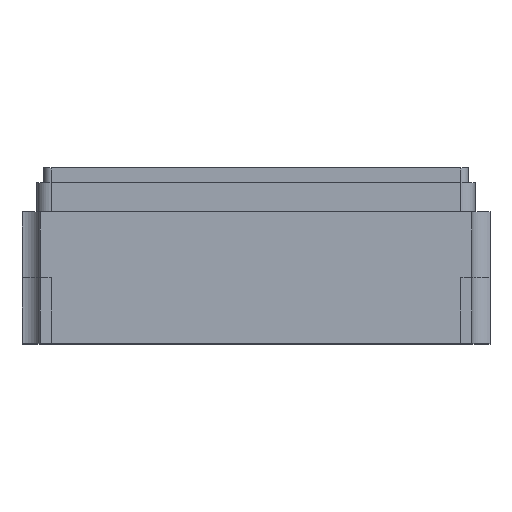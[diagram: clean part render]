
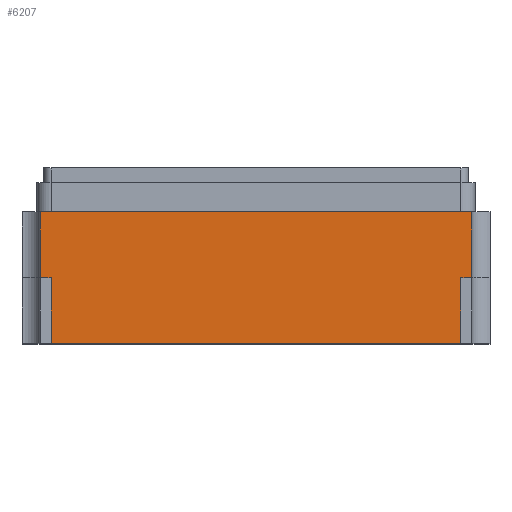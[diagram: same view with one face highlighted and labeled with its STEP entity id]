
A CAD part, top view. The second image highlights one B-rep face of the part: STEP entity #6207.
In plain terms, the highlighted planar face has unit normal (0, 0, 1).
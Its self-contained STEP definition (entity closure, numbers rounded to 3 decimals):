
#4148 = PLANE('',#4149);
#4149 = AXIS2_PLACEMENT_3D('',#4150,#4151,#4152);
#4150 = CARTESIAN_POINT('',(1.6,0.45,1.25));
#4151 = DIRECTION('',(0.,1.,0.));
#4152 = DIRECTION('',(0.,-0.,1.));
#4257 = VERTEX_POINT('',#4258);
#4258 = CARTESIAN_POINT('',(-1.4,0.45,1.25));
#4277 = CYLINDRICAL_SURFACE('',#4278,0.2);
#4278 = AXIS2_PLACEMENT_3D('',#4279,#4280,#4281);
#4279 = CARTESIAN_POINT('',(-1.6,0.45,1.25));
#4280 = DIRECTION('',(-0.,-1.,-0.));
#4281 = DIRECTION('',(0.,0.,-1.));
#4289 = EDGE_CURVE('',#4257,#4290,#4292,.T.);
#4290 = VERTEX_POINT('',#4291);
#4291 = CARTESIAN_POINT('',(-1.475,0.45,1.25));
#4292 = SURFACE_CURVE('',#4293,(#4297,#4304),.PCURVE_S1.);
#4293 = LINE('',#4294,#4295);
#4294 = CARTESIAN_POINT('',(0.,0.45,1.25));
#4295 = VECTOR('',#4296,1.);
#4296 = DIRECTION('',(-1.,0.,-0.));
#4297 = PCURVE('',#4148,#4298);
#4298 = DEFINITIONAL_REPRESENTATION('',(#4299),#4303);
#4299 = LINE('',#4300,#4301);
#4300 = CARTESIAN_POINT('',(0.,-1.6));
#4301 = VECTOR('',#4302,1.);
#4302 = DIRECTION('',(-0.,-1.));
#4303 = ( GEOMETRIC_REPRESENTATION_CONTEXT(2) 
PARAMETRIC_REPRESENTATION_CONTEXT() REPRESENTATION_CONTEXT('2D SPACE',''
  ) );
#4304 = PCURVE('',#4305,#4310);
#4305 = PLANE('',#4306);
#4306 = AXIS2_PLACEMENT_3D('',#4307,#4308,#4309);
#4307 = CARTESIAN_POINT('',(0.,0.9,1.25));
#4308 = DIRECTION('',(0.,0.,-1.));
#4309 = DIRECTION('',(-1.,0.,-0.));
#4310 = DEFINITIONAL_REPRESENTATION('',(#4311),#4315);
#4311 = LINE('',#4312,#4313);
#4312 = CARTESIAN_POINT('',(-0.,-0.45));
#4313 = VECTOR('',#4314,1.);
#4314 = DIRECTION('',(1.,0.));
#4315 = ( GEOMETRIC_REPRESENTATION_CONTEXT(2) 
PARAMETRIC_REPRESENTATION_CONTEXT() REPRESENTATION_CONTEXT('2D SPACE',''
  ) );
#4334 = CYLINDRICAL_SURFACE('',#4335,0.125);
#4335 = AXIS2_PLACEMENT_3D('',#4336,#4337,#4338);
#4336 = CARTESIAN_POINT('',(-1.6,0.9,1.25));
#4337 = DIRECTION('',(-0.,-1.,-0.));
#4338 = DIRECTION('',(0.,0.,-1.));
#4709 = PLANE('',#4710);
#4710 = AXIS2_PLACEMENT_3D('',#4711,#4712,#4713);
#4711 = CARTESIAN_POINT('',(1.6,0.45,1.25));
#4712 = DIRECTION('',(0.,1.,0.));
#4713 = DIRECTION('',(0.,-0.,1.));
#4819 = VERTEX_POINT('',#4820);
#4820 = CARTESIAN_POINT('',(1.475,0.45,1.25));
#4835 = CYLINDRICAL_SURFACE('',#4836,0.125);
#4836 = AXIS2_PLACEMENT_3D('',#4837,#4838,#4839);
#4837 = CARTESIAN_POINT('',(1.6,0.9,1.25));
#4838 = DIRECTION('',(-0.,-1.,-0.));
#4839 = DIRECTION('',(0.,0.,-1.));
#4847 = EDGE_CURVE('',#4819,#4848,#4850,.T.);
#4848 = VERTEX_POINT('',#4849);
#4849 = CARTESIAN_POINT('',(1.4,0.45,1.25));
#4850 = SURFACE_CURVE('',#4851,(#4855,#4862),.PCURVE_S1.);
#4851 = LINE('',#4852,#4853);
#4852 = CARTESIAN_POINT('',(0.,0.45,1.25));
#4853 = VECTOR('',#4854,1.);
#4854 = DIRECTION('',(-1.,0.,-0.));
#4855 = PCURVE('',#4709,#4856);
#4856 = DEFINITIONAL_REPRESENTATION('',(#4857),#4861);
#4857 = LINE('',#4858,#4859);
#4858 = CARTESIAN_POINT('',(0.,-1.6));
#4859 = VECTOR('',#4860,1.);
#4860 = DIRECTION('',(-0.,-1.));
#4861 = ( GEOMETRIC_REPRESENTATION_CONTEXT(2) 
PARAMETRIC_REPRESENTATION_CONTEXT() REPRESENTATION_CONTEXT('2D SPACE',''
  ) );
#4862 = PCURVE('',#4305,#4863);
#4863 = DEFINITIONAL_REPRESENTATION('',(#4864),#4868);
#4864 = LINE('',#4865,#4866);
#4865 = CARTESIAN_POINT('',(-0.,-0.45));
#4866 = VECTOR('',#4867,1.);
#4867 = DIRECTION('',(1.,0.));
#4868 = ( GEOMETRIC_REPRESENTATION_CONTEXT(2) 
PARAMETRIC_REPRESENTATION_CONTEXT() REPRESENTATION_CONTEXT('2D SPACE',''
  ) );
#4887 = CYLINDRICAL_SURFACE('',#4888,0.2);
#4888 = AXIS2_PLACEMENT_3D('',#4889,#4890,#4891);
#4889 = CARTESIAN_POINT('',(1.6,0.45,1.25));
#4890 = DIRECTION('',(-0.,-1.,-0.));
#4891 = DIRECTION('',(0.,0.,-1.));
#5017 = PLANE('',#5018);
#5018 = AXIS2_PLACEMENT_3D('',#5019,#5020,#5021);
#5019 = CARTESIAN_POINT('',(0.,0.,0.));
#5020 = DIRECTION('',(0.,1.,0.));
#5021 = DIRECTION('',(0.,-0.,1.));
#5256 = PLANE('',#5257);
#5257 = AXIS2_PLACEMENT_3D('',#5258,#5259,#5260);
#5258 = CARTESIAN_POINT('',(0.,0.9,0.));
#5259 = DIRECTION('',(0.,1.,0.));
#5260 = DIRECTION('',(0.,-0.,1.));
#5737 = VERTEX_POINT('',#5738);
#5738 = CARTESIAN_POINT('',(-1.475,0.9,1.25));
#5764 = EDGE_CURVE('',#5737,#5765,#5767,.T.);
#5765 = VERTEX_POINT('',#5766);
#5766 = CARTESIAN_POINT('',(1.475,0.9,1.25));
#5767 = SURFACE_CURVE('',#5768,(#5772,#5779),.PCURVE_S1.);
#5768 = LINE('',#5769,#5770);
#5769 = CARTESIAN_POINT('',(0.,0.9,1.25));
#5770 = VECTOR('',#5771,1.);
#5771 = DIRECTION('',(1.,0.,-0.));
#5772 = PCURVE('',#5256,#5773);
#5773 = DEFINITIONAL_REPRESENTATION('',(#5774),#5778);
#5774 = LINE('',#5775,#5776);
#5775 = CARTESIAN_POINT('',(1.25,0.));
#5776 = VECTOR('',#5777,1.);
#5777 = DIRECTION('',(0.,1.));
#5778 = ( GEOMETRIC_REPRESENTATION_CONTEXT(2) 
PARAMETRIC_REPRESENTATION_CONTEXT() REPRESENTATION_CONTEXT('2D SPACE',''
  ) );
#5779 = PCURVE('',#4305,#5780);
#5780 = DEFINITIONAL_REPRESENTATION('',(#5781),#5785);
#5781 = LINE('',#5782,#5783);
#5782 = CARTESIAN_POINT('',(0.,0.));
#5783 = VECTOR('',#5784,1.);
#5784 = DIRECTION('',(-1.,0.));
#5785 = ( GEOMETRIC_REPRESENTATION_CONTEXT(2) 
PARAMETRIC_REPRESENTATION_CONTEXT() REPRESENTATION_CONTEXT('2D SPACE',''
  ) );
#6185 = EDGE_CURVE('',#4819,#5765,#6186,.T.);
#6186 = SURFACE_CURVE('',#6187,(#6191,#6198),.PCURVE_S1.);
#6187 = LINE('',#6188,#6189);
#6188 = CARTESIAN_POINT('',(1.475,0.9,1.25));
#6189 = VECTOR('',#6190,1.);
#6190 = DIRECTION('',(0.,1.,0.));
#6191 = PCURVE('',#4835,#6192);
#6192 = DEFINITIONAL_REPRESENTATION('',(#6193),#6197);
#6193 = LINE('',#6194,#6195);
#6194 = CARTESIAN_POINT('',(4.712,0.));
#6195 = VECTOR('',#6196,1.);
#6196 = DIRECTION('',(0.,-1.));
#6197 = ( GEOMETRIC_REPRESENTATION_CONTEXT(2) 
PARAMETRIC_REPRESENTATION_CONTEXT() REPRESENTATION_CONTEXT('2D SPACE',''
  ) );
#6198 = PCURVE('',#4305,#6199);
#6199 = DEFINITIONAL_REPRESENTATION('',(#6200),#6204);
#6200 = LINE('',#6201,#6202);
#6201 = CARTESIAN_POINT('',(-1.475,0.));
#6202 = VECTOR('',#6203,1.);
#6203 = DIRECTION('',(0.,1.));
#6204 = ( GEOMETRIC_REPRESENTATION_CONTEXT(2) 
PARAMETRIC_REPRESENTATION_CONTEXT() REPRESENTATION_CONTEXT('2D SPACE',''
  ) );
#6207 = ADVANCED_FACE('',(#6208),#4305,.F.);
#6208 = FACE_BOUND('',#6209,.T.);
#6209 = EDGE_LOOP('',(#6210,#6233,#6234,#6235,#6236,#6257,#6258,#6281));
#6210 = ORIENTED_EDGE('',*,*,#6211,.F.);
#6211 = EDGE_CURVE('',#4848,#6212,#6214,.T.);
#6212 = VERTEX_POINT('',#6213);
#6213 = CARTESIAN_POINT('',(1.4,0.,1.25));
#6214 = SURFACE_CURVE('',#6215,(#6219,#6226),.PCURVE_S1.);
#6215 = LINE('',#6216,#6217);
#6216 = CARTESIAN_POINT('',(1.4,0.9,1.25));
#6217 = VECTOR('',#6218,1.);
#6218 = DIRECTION('',(-0.,-1.,-0.));
#6219 = PCURVE('',#4305,#6220);
#6220 = DEFINITIONAL_REPRESENTATION('',(#6221),#6225);
#6221 = LINE('',#6222,#6223);
#6222 = CARTESIAN_POINT('',(-1.4,0.));
#6223 = VECTOR('',#6224,1.);
#6224 = DIRECTION('',(0.,-1.));
#6225 = ( GEOMETRIC_REPRESENTATION_CONTEXT(2) 
PARAMETRIC_REPRESENTATION_CONTEXT() REPRESENTATION_CONTEXT('2D SPACE',''
  ) );
#6226 = PCURVE('',#4887,#6227);
#6227 = DEFINITIONAL_REPRESENTATION('',(#6228),#6232);
#6228 = LINE('',#6229,#6230);
#6229 = CARTESIAN_POINT('',(4.712,-0.45));
#6230 = VECTOR('',#6231,1.);
#6231 = DIRECTION('',(0.,1.));
#6232 = ( GEOMETRIC_REPRESENTATION_CONTEXT(2) 
PARAMETRIC_REPRESENTATION_CONTEXT() REPRESENTATION_CONTEXT('2D SPACE',''
  ) );
#6233 = ORIENTED_EDGE('',*,*,#4847,.F.);
#6234 = ORIENTED_EDGE('',*,*,#6185,.T.);
#6235 = ORIENTED_EDGE('',*,*,#5764,.F.);
#6236 = ORIENTED_EDGE('',*,*,#6237,.F.);
#6237 = EDGE_CURVE('',#4290,#5737,#6238,.T.);
#6238 = SURFACE_CURVE('',#6239,(#6243,#6250),.PCURVE_S1.);
#6239 = LINE('',#6240,#6241);
#6240 = CARTESIAN_POINT('',(-1.475,0.9,1.25));
#6241 = VECTOR('',#6242,1.);
#6242 = DIRECTION('',(0.,1.,0.));
#6243 = PCURVE('',#4305,#6244);
#6244 = DEFINITIONAL_REPRESENTATION('',(#6245),#6249);
#6245 = LINE('',#6246,#6247);
#6246 = CARTESIAN_POINT('',(1.475,0.));
#6247 = VECTOR('',#6248,1.);
#6248 = DIRECTION('',(0.,1.));
#6249 = ( GEOMETRIC_REPRESENTATION_CONTEXT(2) 
PARAMETRIC_REPRESENTATION_CONTEXT() REPRESENTATION_CONTEXT('2D SPACE',''
  ) );
#6250 = PCURVE('',#4334,#6251);
#6251 = DEFINITIONAL_REPRESENTATION('',(#6252),#6256);
#6252 = LINE('',#6253,#6254);
#6253 = CARTESIAN_POINT('',(1.571,0.));
#6254 = VECTOR('',#6255,1.);
#6255 = DIRECTION('',(0.,-1.));
#6256 = ( GEOMETRIC_REPRESENTATION_CONTEXT(2) 
PARAMETRIC_REPRESENTATION_CONTEXT() REPRESENTATION_CONTEXT('2D SPACE',''
  ) );
#6257 = ORIENTED_EDGE('',*,*,#4289,.F.);
#6258 = ORIENTED_EDGE('',*,*,#6259,.F.);
#6259 = EDGE_CURVE('',#6260,#4257,#6262,.T.);
#6260 = VERTEX_POINT('',#6261);
#6261 = CARTESIAN_POINT('',(-1.4,0.,1.25));
#6262 = SURFACE_CURVE('',#6263,(#6267,#6274),.PCURVE_S1.);
#6263 = LINE('',#6264,#6265);
#6264 = CARTESIAN_POINT('',(-1.4,0.9,1.25));
#6265 = VECTOR('',#6266,1.);
#6266 = DIRECTION('',(0.,1.,0.));
#6267 = PCURVE('',#4305,#6268);
#6268 = DEFINITIONAL_REPRESENTATION('',(#6269),#6273);
#6269 = LINE('',#6270,#6271);
#6270 = CARTESIAN_POINT('',(1.4,0.));
#6271 = VECTOR('',#6272,1.);
#6272 = DIRECTION('',(0.,1.));
#6273 = ( GEOMETRIC_REPRESENTATION_CONTEXT(2) 
PARAMETRIC_REPRESENTATION_CONTEXT() REPRESENTATION_CONTEXT('2D SPACE',''
  ) );
#6274 = PCURVE('',#4277,#6275);
#6275 = DEFINITIONAL_REPRESENTATION('',(#6276),#6280);
#6276 = LINE('',#6277,#6278);
#6277 = CARTESIAN_POINT('',(1.571,-0.45));
#6278 = VECTOR('',#6279,1.);
#6279 = DIRECTION('',(0.,-1.));
#6280 = ( GEOMETRIC_REPRESENTATION_CONTEXT(2) 
PARAMETRIC_REPRESENTATION_CONTEXT() REPRESENTATION_CONTEXT('2D SPACE',''
  ) );
#6281 = ORIENTED_EDGE('',*,*,#6282,.F.);
#6282 = EDGE_CURVE('',#6212,#6260,#6283,.T.);
#6283 = SURFACE_CURVE('',#6284,(#6288,#6295),.PCURVE_S1.);
#6284 = LINE('',#6285,#6286);
#6285 = CARTESIAN_POINT('',(0.,0.,1.25));
#6286 = VECTOR('',#6287,1.);
#6287 = DIRECTION('',(-1.,0.,-0.));
#6288 = PCURVE('',#4305,#6289);
#6289 = DEFINITIONAL_REPRESENTATION('',(#6290),#6294);
#6290 = LINE('',#6291,#6292);
#6291 = CARTESIAN_POINT('',(-0.,-0.9));
#6292 = VECTOR('',#6293,1.);
#6293 = DIRECTION('',(1.,0.));
#6294 = ( GEOMETRIC_REPRESENTATION_CONTEXT(2) 
PARAMETRIC_REPRESENTATION_CONTEXT() REPRESENTATION_CONTEXT('2D SPACE',''
  ) );
#6295 = PCURVE('',#5017,#6296);
#6296 = DEFINITIONAL_REPRESENTATION('',(#6297),#6301);
#6297 = LINE('',#6298,#6299);
#6298 = CARTESIAN_POINT('',(1.25,0.));
#6299 = VECTOR('',#6300,1.);
#6300 = DIRECTION('',(-0.,-1.));
#6301 = ( GEOMETRIC_REPRESENTATION_CONTEXT(2) 
PARAMETRIC_REPRESENTATION_CONTEXT() REPRESENTATION_CONTEXT('2D SPACE',''
  ) );
